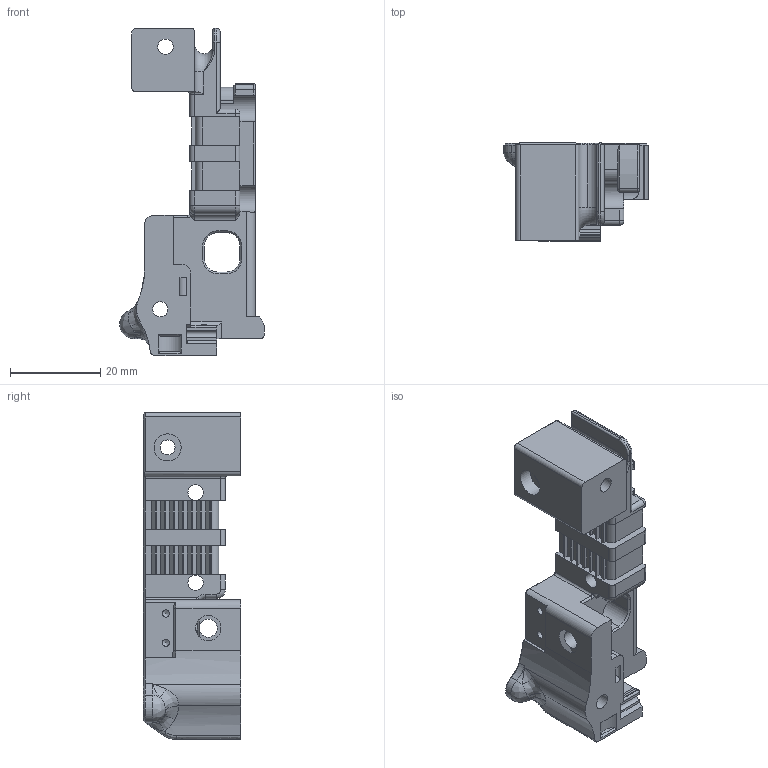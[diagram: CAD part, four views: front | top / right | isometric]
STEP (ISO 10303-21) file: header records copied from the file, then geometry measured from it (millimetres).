
FILE_DESCRIPTION(/* description */ (''),/* implementation_level */ '2;1');
FILE_NAME(/* name */ 'X_Right_Nut_XYEndstop.stp',/* time_stamp */ '2022-07-04T19:45:57+02:00',/* author */ ('Rama'),/* organization */ (''),/* preprocessor_version */ 'ST-DEVELOPER v18.1',/* originating_system */ 'Autodesk Inventor 2022',/* authorisation */ '');
FILE_SCHEMA (('AUTOMOTIVE_DESIGN { 1 0 10303 214 3 1 1 }'));
Length unit declared in the file: millimetre
Products named in the file (1): X_Right
Bounding box: 32.05 x 21.6 x 72.5 mm (x, y, z)
Volume: 20665 mm3; surface area: 9314 mm2
Topology: 1 solids, 1 shells, 364 faces, 978 edges, 617 vertices
Faces by surface type: plane 223, cylinder 82, cone 32, bspline 16, torus 10, sphere 1
Full cylindrical faces by diameter (mm): 1.601 x3, 1.9 x1, 2.9 x1, 3.3 x1, 3.4 x5, 4 x1, 4.7 x1, 6 x3
Entity records: 12057 total; most frequent: CARTESIAN_POINT 2623, ORIENTED_EDGE 1948, DIRECTION 1853, EDGE_CURVE 974, LINE 667, VECTOR 667, VERTEX_POINT 617, AXIS2_PLACEMENT_3D 593
